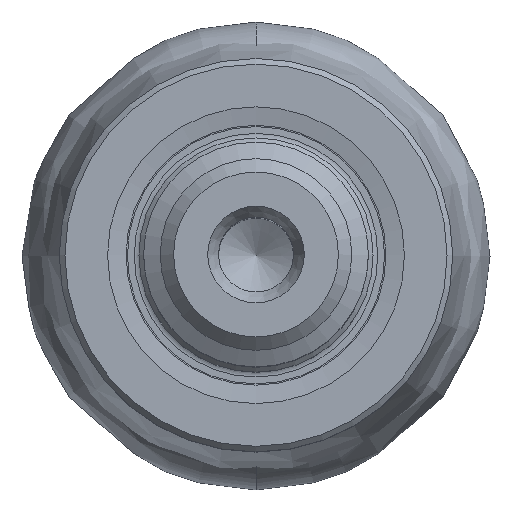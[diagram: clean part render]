
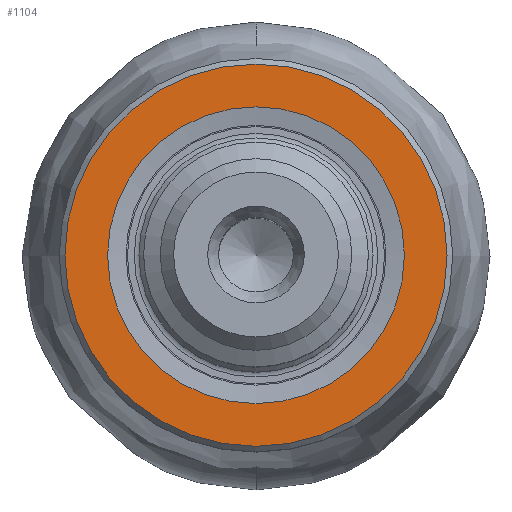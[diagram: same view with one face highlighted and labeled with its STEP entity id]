
A CAD part, top view. The second image highlights one B-rep face of the part: STEP entity #1104.
In plain terms, the highlighted face is planar.
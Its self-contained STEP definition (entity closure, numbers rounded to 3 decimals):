
#284 = DIRECTION ( 'NONE',  ( 0., 0., 1. ) ) ;
#331 = AXIS2_PLACEMENT_3D ( 'NONE', #948, #980, #958 ) ;
#416 = ORIENTED_EDGE ( 'NONE', *, *, #727, .F. ) ;
#471 = FACE_OUTER_BOUND ( 'NONE', #516, .T. ) ;
#516 = EDGE_LOOP ( 'NONE', ( #416 ) ) ;
#522 = PLANE ( 'NONE',  #2026 ) ;
#603 = DIRECTION ( 'NONE',  ( 1., 0., 0. ) ) ;
#627 = DIRECTION ( 'NONE',  ( 0., 0., 1. ) ) ;
#727 = EDGE_CURVE ( 'NONE', #1828, #1828, #1496, .T. ) ;
#912 = FACE_BOUND ( 'NONE', #2107, .T. ) ;
#948 = CARTESIAN_POINT ( 'NONE',  ( 0., 0., -30. ) ) ;
#958 = DIRECTION ( 'NONE',  ( 1., 0., 0. ) ) ;
#980 = DIRECTION ( 'NONE',  ( 0., 0., 1. ) ) ;
#1066 = AXIS2_PLACEMENT_3D ( 'NONE', #1127, #627, #603 ) ;
#1104 = ADVANCED_FACE ( 'NONE', ( #471, #912 ), #522, .F. ) ;
#1127 = CARTESIAN_POINT ( 'NONE',  ( 0., 0., -30. ) ) ;
#1166 = EDGE_CURVE ( 'NONE', #1735, #1735, #1891, .T. ) ;
#1263 = DIRECTION ( 'NONE',  ( 1., 0., 0. ) ) ;
#1289 = CARTESIAN_POINT ( 'NONE',  ( -7.489, -2.579, -30. ) ) ;
#1496 = CIRCLE ( 'NONE', #1066, 10.2 ) ;
#1675 = ORIENTED_EDGE ( 'NONE', *, *, #1166, .T. ) ;
#1697 = CARTESIAN_POINT ( 'NONE',  ( 10.2, 0., -30. ) ) ;
#1735 = VERTEX_POINT ( 'NONE', #1930 ) ;
#1828 = VERTEX_POINT ( 'NONE', #1697 ) ;
#1891 = CIRCLE ( 'NONE', #331, 7.921 ) ;
#1930 = CARTESIAN_POINT ( 'NONE',  ( 7.921, 0., -30. ) ) ;
#2026 = AXIS2_PLACEMENT_3D ( 'NONE', #1289, #284, #1263 ) ;
#2107 = EDGE_LOOP ( 'NONE', ( #1675 ) ) ;
